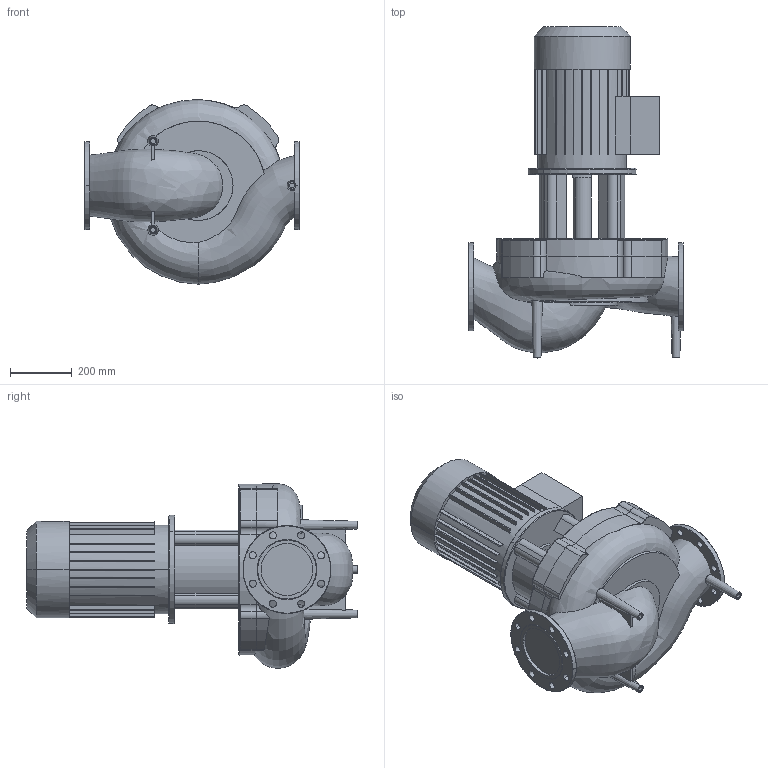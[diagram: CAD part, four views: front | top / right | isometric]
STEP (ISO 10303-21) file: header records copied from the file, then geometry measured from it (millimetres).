
FILE_DESCRIPTION((''),'2;1');
FILE_NAME('3d_IL150_260-15_4-2120813.stp','2016-05-24T12:05:43',(''),(''),'Mechanical Desktop 2009','Mechanical Desktop 2009',', , ');
FILE_SCHEMA(('CONFIG_CONTROL_DESIGN'));
Length unit declared in the file: millimetre
Products named in the file (1): Product
Bounding box: 700 x 1075.72 x 597.88 mm (x, y, z)
Volume: 112500429.6 mm3; surface area: 3341587.3 mm2
Topology: 10 solids, 10 shells, 485 faces, 1301 edges, 841 vertices
Faces by surface type: plane 146, cylinder 145, bspline 134, torus 48, cone 12
Entity records: 26587 total; most frequent: CARTESIAN_POINT 14507, ORIENTED_EDGE 2582, DIRECTION 2448, EDGE_CURVE 1291, AXIS2_PLACEMENT_3D 951, VERTEX_POINT 840, CIRCLE 599, EDGE_LOOP 553
